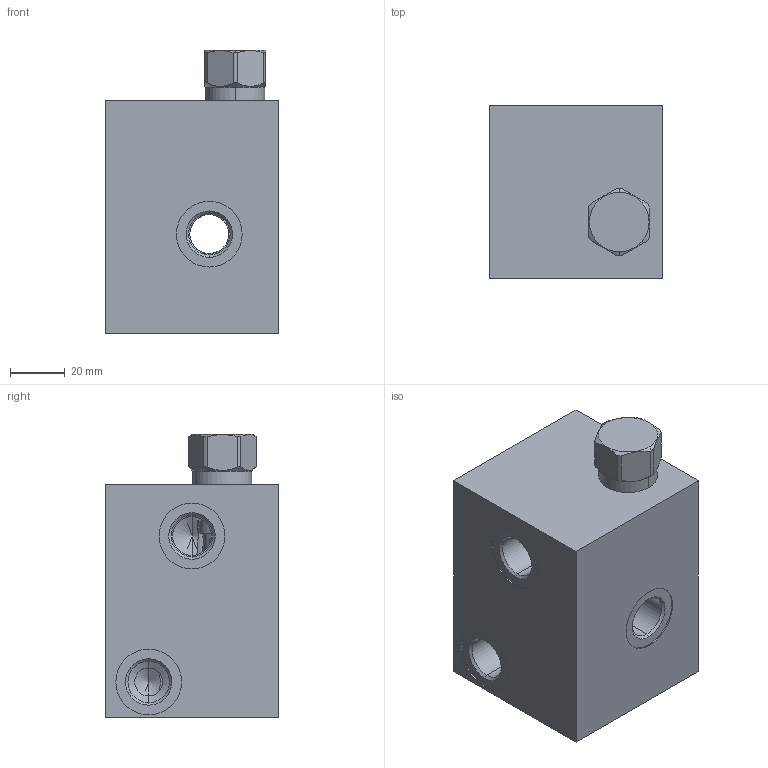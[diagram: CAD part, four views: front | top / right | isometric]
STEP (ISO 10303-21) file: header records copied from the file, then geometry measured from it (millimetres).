
FILE_DESCRIPTION((''),'2;1');
FILE_NAME('E5U_ASM','2024-02-19T',('ProEService'),(''),'PRO/ENGINEER BY PARAMETRIC TECHNOLOGY CORPORATION, 2014200','PRO/ENGINEER BY PARAMETRIC TECHNOLOGY CORPORATION, 2014200','');
FILE_SCHEMA(('CONFIG_CONTROL_DESIGN'));
Length unit declared in the file: inch
Products named in the file (3): 151-199-005; CXCDXCN; E5U_ASM
Assembly tree (2 placements, depth 2):
  E5U_ASM
    151-199-005
    CXCDXCN
Bounding box: 63.5 x 63.5 x 103.99 mm (x, y, z)
Volume: 301629.7 mm3; surface area: 48777.9 mm2
Topology: 4 solids, 4 shells, 279 faces, 912 edges, 739 vertices
Faces by surface type: cylinder 115, cone 78, plane 54, torus 20, revolution 8, sphere 4
Entity records: 11507 total; most frequent: CARTESIAN_POINT 3593, DIRECTION 1698, ORIENTED_EDGE 1344, EDGE_CURVE 672, AXIS2_PLACEMENT_3D 609, VECTOR 472, LINE 472, VERTEX_POINT 415
